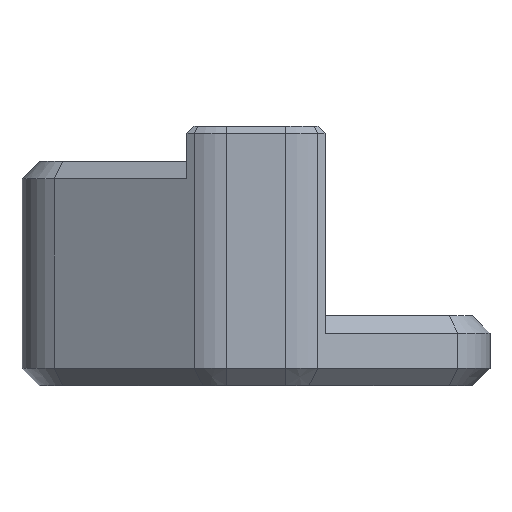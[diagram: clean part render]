
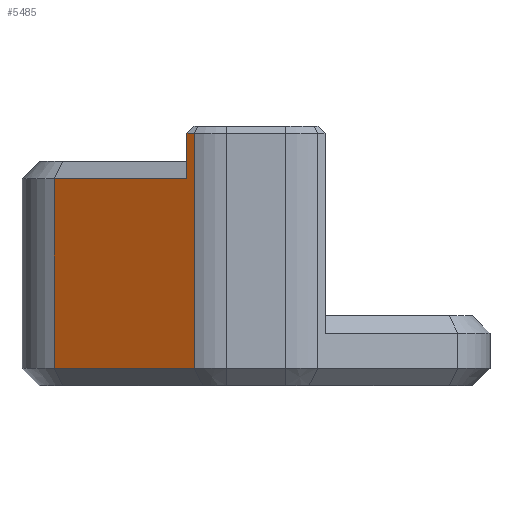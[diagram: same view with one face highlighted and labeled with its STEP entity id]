
A CAD part, left-side view. The second image highlights one B-rep face of the part: STEP entity #5485.
In plain terms, the highlighted planar face has unit normal (-0.866, 0.5, 0).
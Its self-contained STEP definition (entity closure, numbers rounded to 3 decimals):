
#103 = DIRECTION ( 'NONE',  ( 0.5, 0.866, 0. ) ) ;
#161 = VECTOR ( 'NONE', #2520, 1000. ) ;
#299 = VECTOR ( 'NONE', #103, 1000. ) ;
#366 = VERTEX_POINT ( 'NONE', #4917 ) ;
#915 = CARTESIAN_POINT ( 'NONE',  ( -12.175, 8.625, 4.8 ) ) ;
#1154 = CARTESIAN_POINT ( 'NONE',  ( -12.17, 8.634, 0.74 ) ) ;
#1201 = ORIENTED_EDGE ( 'NONE', *, *, #7668, .T. ) ;
#1319 = VECTOR ( 'NONE', #9563, 1000. ) ;
#1755 = VERTEX_POINT ( 'NONE', #2723 ) ;
#1771 = ORIENTED_EDGE ( 'NONE', *, *, #7908, .T. ) ;
#1921 = LINE ( 'NONE', #9957, #2724 ) ;
#2246 = DIRECTION ( 'NONE',  ( 0., 0., 1. ) ) ;
#2363 = VERTEX_POINT ( 'NONE', #5902 ) ;
#2419 = VERTEX_POINT ( 'NONE', #9763 ) ;
#2520 = DIRECTION ( 'NONE',  ( 0.5, 0.866, 0. ) ) ;
#2723 = CARTESIAN_POINT ( 'NONE',  ( -15.452, 2.95, 8.85 ) ) ;
#2724 = VECTOR ( 'NONE', #5926, 1000. ) ;
#2869 = PLANE ( 'NONE',  #3039 ) ;
#2947 = LINE ( 'NONE', #3909, #6468 ) ;
#3039 = AXIS2_PLACEMENT_3D ( 'NONE', #1154, #5162, #7710 ) ;
#3220 = DIRECTION ( 'NONE',  ( 0., 0., 1. ) ) ;
#3780 = CARTESIAN_POINT ( 'NONE',  ( -15.452, 2.95, 5.775 ) ) ;
#3829 = EDGE_LOOP ( 'NONE', ( #7331, #1201, #1771, #6062, #5744, #6675 ) ) ;
#3909 = CARTESIAN_POINT ( 'NONE',  ( -15.632, 2.638, 5.775 ) ) ;
#4865 = LINE ( 'NONE', #6511, #161 ) ;
#4917 = CARTESIAN_POINT ( 'NONE',  ( -12.175, 8.625, 8.85 ) ) ;
#5162 = DIRECTION ( 'NONE',  ( -0.866, 0.5, 0. ) ) ;
#5337 = CARTESIAN_POINT ( 'NONE',  ( -15.632, 2.638, 10.8 ) ) ;
#5485 = ADVANCED_FACE ( 'NONE', ( #8561 ), #2869, .T. ) ;
#5663 = EDGE_CURVE ( 'NONE', #2363, #1755, #8718, .T. ) ;
#5744 = ORIENTED_EDGE ( 'NONE', *, *, #7339, .T. ) ;
#5876 = VERTEX_POINT ( 'NONE', #8488 ) ;
#5902 = CARTESIAN_POINT ( 'NONE',  ( -15.452, 2.95, 10.8 ) ) ;
#5926 = DIRECTION ( 'NONE',  ( 0.5, 0.866, 0. ) ) ;
#6062 = ORIENTED_EDGE ( 'NONE', *, *, #5663, .T. ) ;
#6468 = VECTOR ( 'NONE', #2246, 1000. ) ;
#6511 = CARTESIAN_POINT ( 'NONE',  ( -13.903, 5.632, 8.85 ) ) ;
#6675 = ORIENTED_EDGE ( 'NONE', *, *, #8295, .F. ) ;
#7205 = CARTESIAN_POINT ( 'NONE',  ( -15.632, 2.638, 0.75 ) ) ;
#7331 = ORIENTED_EDGE ( 'NONE', *, *, #10450, .F. ) ;
#7339 = EDGE_CURVE ( 'NONE', #1755, #366, #4865, .T. ) ;
#7482 = VECTOR ( 'NONE', #3220, 1000. ) ;
#7668 = EDGE_CURVE ( 'NONE', #5876, #8008, #2947, .T. ) ;
#7710 = DIRECTION ( 'NONE',  ( -0.5, -0.866, 0. ) ) ;
#7908 = EDGE_CURVE ( 'NONE', #8008, #2363, #1921, .T. ) ;
#8008 = VERTEX_POINT ( 'NONE', #5337 ) ;
#8295 = EDGE_CURVE ( 'NONE', #2419, #366, #9751, .T. ) ;
#8488 = CARTESIAN_POINT ( 'NONE',  ( -15.632, 2.638, 0.75 ) ) ;
#8561 = FACE_OUTER_BOUND ( 'NONE', #3829, .T. ) ;
#8718 = LINE ( 'NONE', #3780, #1319 ) ;
#8905 = LINE ( 'NONE', #7205, #299 ) ;
#9563 = DIRECTION ( 'NONE',  ( 0., 0., -1. ) ) ;
#9751 = LINE ( 'NONE', #915, #7482 ) ;
#9763 = CARTESIAN_POINT ( 'NONE',  ( -12.175, 8.625, 0.75 ) ) ;
#9957 = CARTESIAN_POINT ( 'NONE',  ( -13.903, 5.632, 10.8 ) ) ;
#10450 = EDGE_CURVE ( 'NONE', #5876, #2419, #8905, .T. ) ;
